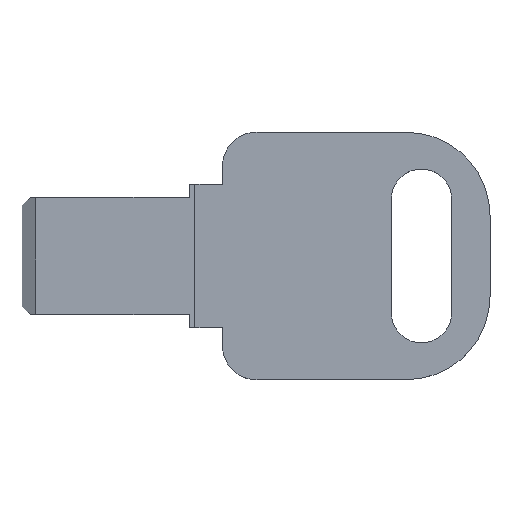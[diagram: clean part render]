
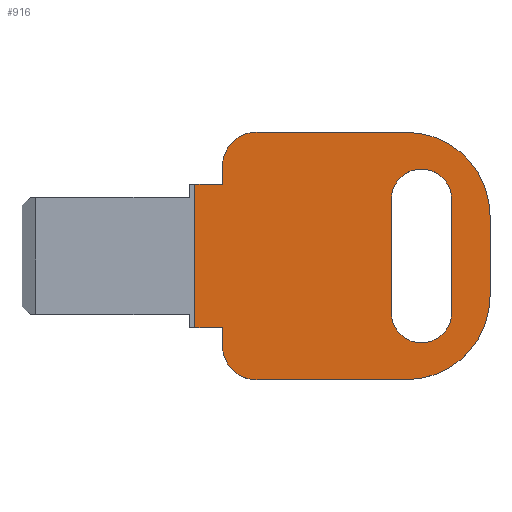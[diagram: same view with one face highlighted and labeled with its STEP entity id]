
A CAD part, top view. The second image highlights one B-rep face of the part: STEP entity #916.
In plain terms, the highlighted planar face has unit normal (0, 0, 1).
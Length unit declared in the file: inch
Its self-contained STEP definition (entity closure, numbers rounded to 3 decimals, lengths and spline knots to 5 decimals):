
#4 = LINE ( 'NONE', #319, #769 ) ;
#14 = VECTOR ( 'NONE', #831, 39.37008 ) ;
#19 = ORIENTED_EDGE ( 'NONE', *, *, #64, .T. ) ;
#21 = CARTESIAN_POINT ( 'NONE',  ( 0.47244, -0.16929, 0.03937 ) ) ;
#24 = ORIENTED_EDGE ( 'NONE', *, *, #764, .T. ) ;
#26 = AXIS2_PLACEMENT_3D ( 'NONE', #395, #51, #631 ) ;
#30 = EDGE_CURVE ( 'NONE', #223, #435, #206, .T. ) ;
#31 = ORIENTED_EDGE ( 'NONE', *, *, #482, .T. ) ;
#42 = CARTESIAN_POINT ( 'NONE',  ( 0.90551, 0.09449, 0.03937 ) ) ;
#51 = DIRECTION ( 'NONE',  ( 0., 0., 1. ) ) ;
#64 = EDGE_CURVE ( 'NONE', #350, #1018, #690, .T. ) ;
#71 = CARTESIAN_POINT ( 'NONE',  ( 1.01181, 0.2126, 0.03937 ) ) ;
#72 = ORIENTED_EDGE ( 'NONE', *, *, #154, .T. ) ;
#107 = AXIS2_PLACEMENT_3D ( 'NONE', #341, #666, #505 ) ;
#109 = DIRECTION ( 'NONE',  ( 0., 0., 1. ) ) ;
#121 = CARTESIAN_POINT ( 'NONE',  ( 0.47244, 0.2126, 0.03937 ) ) ;
#128 = ORIENTED_EDGE ( 'NONE', *, *, #455, .T. ) ;
#131 = CARTESIAN_POINT ( 'NONE',  ( 0.47244, 0.16929, 0.03937 ) ) ;
#139 = LINE ( 'NONE', #870, #719 ) ;
#148 = AXIS2_PLACEMENT_3D ( 'NONE', #492, #569, #230 ) ;
#154 = EDGE_CURVE ( 'NONE', #879, #422, #139, .T. ) ;
#156 = CARTESIAN_POINT ( 'NONE',  ( 0.47244, -0.16929, 0.03937 ) ) ;
#164 = DIRECTION ( 'NONE',  ( 0., 1., 0. ) ) ;
#172 = VECTOR ( 'NONE', #484, 39.37008 ) ;
#173 = CARTESIAN_POINT ( 'NONE',  ( 1.01181, -0.13386, 0.03937 ) ) ;
#175 = FACE_BOUND ( 'NONE', #415, .T. ) ;
#186 = CARTESIAN_POINT ( 'NONE',  ( 0.40722, -0.16929, 0.03937 ) ) ;
#188 = PLANE ( 'NONE',  #1022 ) ;
#196 = CARTESIAN_POINT ( 'NONE',  ( 0.55118, -0.2126, 0.03937 ) ) ;
#204 = DIRECTION ( 'NONE',  ( 0., 0., 1. ) ) ;
#206 = LINE ( 'NONE', #121, #997 ) ;
#223 = VERTEX_POINT ( 'NONE', #131 ) ;
#226 = CARTESIAN_POINT ( 'NONE',  ( 0.40722, 0.2126, 0.03937 ) ) ;
#229 = CIRCLE ( 'NONE', #148, 0.07087 ) ;
#230 = DIRECTION ( 'NONE',  ( 1., 0., 0. ) ) ;
#231 = CARTESIAN_POINT ( 'NONE',  ( 1.10236, 0.2126, 0.03937 ) ) ;
#241 = DIRECTION ( 'NONE',  ( 0., 1., 0. ) ) ;
#243 = VERTEX_POINT ( 'NONE', #781 ) ;
#246 = CARTESIAN_POINT ( 'NONE',  ( 0.87008, 0.13386, 0.03937 ) ) ;
#251 = CARTESIAN_POINT ( 'NONE',  ( 0.47244, -0.2126, 0.03937 ) ) ;
#257 = CARTESIAN_POINT ( 'NONE',  ( 0.90551, 0.29134, 0.03937 ) ) ;
#285 = VERTEX_POINT ( 'NONE', #955 ) ;
#296 = DIRECTION ( 'NONE',  ( 1., 0., 0. ) ) ;
#298 = DIRECTION ( 'NONE',  ( 0., 1., 0. ) ) ;
#299 = ORIENTED_EDGE ( 'NONE', *, *, #378, .T. ) ;
#319 = CARTESIAN_POINT ( 'NONE',  ( 0.55118, 0.29134, 0.03937 ) ) ;
#327 = CIRCLE ( 'NONE', #462, 0.07087 ) ;
#331 = VERTEX_POINT ( 'NONE', #420 ) ;
#332 = ORIENTED_EDGE ( 'NONE', *, *, #697, .F. ) ;
#338 = ORIENTED_EDGE ( 'NONE', *, *, #680, .T. ) ;
#341 = CARTESIAN_POINT ( 'NONE',  ( 0.90551, -0.09449, 0.03937 ) ) ;
#343 = VERTEX_POINT ( 'NONE', #902 ) ;
#350 = VERTEX_POINT ( 'NONE', #251 ) ;
#352 = CARTESIAN_POINT ( 'NONE',  ( 0.90551, -0.29134, 0.03937 ) ) ;
#378 = EDGE_CURVE ( 'NONE', #616, #879, #229, .T. ) ;
#394 = VECTOR ( 'NONE', #164, 39.37008 ) ;
#395 = CARTESIAN_POINT ( 'NONE',  ( 0.55118, 0.2126, 0.03937 ) ) ;
#415 = EDGE_LOOP ( 'NONE', ( #72, #499, #795, #299 ) ) ;
#420 = CARTESIAN_POINT ( 'NONE',  ( 1.10236, -0.09449, 0.03937 ) ) ;
#422 = VERTEX_POINT ( 'NONE', #246 ) ;
#426 = CARTESIAN_POINT ( 'NONE',  ( 0.55118, 0.2126, 0.03937 ) ) ;
#432 = DIRECTION ( 'NONE',  ( 1., 0., 0. ) ) ;
#433 = CARTESIAN_POINT ( 'NONE',  ( 1.10236, 0.09449, 0.03937 ) ) ;
#435 = VERTEX_POINT ( 'NONE', #442 ) ;
#442 = CARTESIAN_POINT ( 'NONE',  ( 0.47244, 0.2126, 0.03937 ) ) ;
#445 = VERTEX_POINT ( 'NONE', #21 ) ;
#446 = VECTOR ( 'NONE', #241, 39.37008 ) ;
#451 = VECTOR ( 'NONE', #846, 39.37008 ) ;
#455 = EDGE_CURVE ( 'NONE', #926, #900, #501, .T. ) ;
#462 = AXIS2_PLACEMENT_3D ( 'NONE', #1012, #609, #296 ) ;
#464 = EDGE_CURVE ( 'NONE', #445, #622, #514, .T. ) ;
#482 = EDGE_CURVE ( 'NONE', #1018, #538, #671, .T. ) ;
#484 = DIRECTION ( 'NONE',  ( 0., -1., 0. ) ) ;
#489 = DIRECTION ( 'NONE',  ( 0., -1., 0. ) ) ;
#492 = CARTESIAN_POINT ( 'NONE',  ( 0.94094, -0.13386, 0.03937 ) ) ;
#499 = ORIENTED_EDGE ( 'NONE', *, *, #994, .T. ) ;
#501 = CIRCLE ( 'NONE', #590, 0.19685 ) ;
#505 = DIRECTION ( 'NONE',  ( 1., 0., 0. ) ) ;
#510 = FACE_OUTER_BOUND ( 'NONE', #683, .T. ) ;
#514 = LINE ( 'NONE', #765, #14 ) ;
#515 = EDGE_CURVE ( 'NONE', #343, #223, #836, .T. ) ;
#525 = DIRECTION ( 'NONE',  ( 0., 1., 0. ) ) ;
#538 = VERTEX_POINT ( 'NONE', #352 ) ;
#564 = CIRCLE ( 'NONE', #107, 0.19685 ) ;
#569 = DIRECTION ( 'NONE',  ( 0., 0., -1. ) ) ;
#590 = AXIS2_PLACEMENT_3D ( 'NONE', #42, #204, #432 ) ;
#600 = DIRECTION ( 'NONE',  ( 1., 0., 0. ) ) ;
#609 = DIRECTION ( 'NONE',  ( 0., 0., -1. ) ) ;
#616 = VERTEX_POINT ( 'NONE', #173 ) ;
#622 = VERTEX_POINT ( 'NONE', #186 ) ;
#630 = ORIENTED_EDGE ( 'NONE', *, *, #928, .T. ) ;
#631 = DIRECTION ( 'NONE',  ( 1., 0., 0. ) ) ;
#641 = EDGE_CURVE ( 'NONE', #285, #435, #903, .T. ) ;
#664 = CARTESIAN_POINT ( 'NONE',  ( 0.55118, -0.29134, 0.03937 ) ) ;
#666 = DIRECTION ( 'NONE',  ( 0., 0., 1. ) ) ;
#671 = LINE ( 'NONE', #664, #931 ) ;
#674 = EDGE_CURVE ( 'NONE', #243, #616, #806, .T. ) ;
#680 = EDGE_CURVE ( 'NONE', #900, #285, #4, .T. ) ;
#683 = EDGE_LOOP ( 'NONE', ( #979, #850, #890, #698, #759, #332, #19, #31, #630, #24, #128, #338 ) ) ;
#684 = VECTOR ( 'NONE', #489, 39.37008 ) ;
#686 = DIRECTION ( 'NONE',  ( 1., 0., 0. ) ) ;
#688 = DIRECTION ( 'NONE',  ( 0., 0., 1. ) ) ;
#690 = CIRCLE ( 'NONE', #825, 0.07874 ) ;
#697 = EDGE_CURVE ( 'NONE', #350, #445, #1040, .T. ) ;
#698 = ORIENTED_EDGE ( 'NONE', *, *, #703, .T. ) ;
#703 = EDGE_CURVE ( 'NONE', #343, #622, #1034, .T. ) ;
#719 = VECTOR ( 'NONE', #298, 39.37008 ) ;
#723 = LINE ( 'NONE', #231, #446 ) ;
#759 = ORIENTED_EDGE ( 'NONE', *, *, #464, .F. ) ;
#764 = EDGE_CURVE ( 'NONE', #331, #926, #723, .T. ) ;
#765 = CARTESIAN_POINT ( 'NONE',  ( 0.3937, -0.16929, 0.03937 ) ) ;
#769 = VECTOR ( 'NONE', #895, 39.37008 ) ;
#781 = CARTESIAN_POINT ( 'NONE',  ( 1.01181, 0.13386, 0.03937 ) ) ;
#795 = ORIENTED_EDGE ( 'NONE', *, *, #674, .T. ) ;
#806 = LINE ( 'NONE', #71, #172 ) ;
#825 = AXIS2_PLACEMENT_3D ( 'NONE', #196, #688, #600 ) ;
#827 = DIRECTION ( 'NONE',  ( 1., 0., 0. ) ) ;
#831 = DIRECTION ( 'NONE',  ( -1., 0., 0. ) ) ;
#836 = LINE ( 'NONE', #1002, #451 ) ;
#846 = DIRECTION ( 'NONE',  ( 1., 0., 0. ) ) ;
#850 = ORIENTED_EDGE ( 'NONE', *, *, #30, .F. ) ;
#852 = CARTESIAN_POINT ( 'NONE',  ( 0.55118, -0.29134, 0.03937 ) ) ;
#870 = CARTESIAN_POINT ( 'NONE',  ( 0.87008, 0.2126, 0.03937 ) ) ;
#879 = VERTEX_POINT ( 'NONE', #1003 ) ;
#890 = ORIENTED_EDGE ( 'NONE', *, *, #515, .F. ) ;
#895 = DIRECTION ( 'NONE',  ( -1., 0., 0. ) ) ;
#900 = VERTEX_POINT ( 'NONE', #257 ) ;
#902 = CARTESIAN_POINT ( 'NONE',  ( 0.40722, 0.16929, 0.03937 ) ) ;
#903 = CIRCLE ( 'NONE', #26, 0.07874 ) ;
#916 = ADVANCED_FACE ( 'NONE', ( #510, #175 ), #188, .T. ) ;
#926 = VERTEX_POINT ( 'NONE', #433 ) ;
#928 = EDGE_CURVE ( 'NONE', #538, #331, #564, .T. ) ;
#931 = VECTOR ( 'NONE', #686, 39.37008 ) ;
#955 = CARTESIAN_POINT ( 'NONE',  ( 0.55118, 0.29134, 0.03937 ) ) ;
#979 = ORIENTED_EDGE ( 'NONE', *, *, #641, .T. ) ;
#994 = EDGE_CURVE ( 'NONE', #422, #243, #327, .T. ) ;
#997 = VECTOR ( 'NONE', #525, 39.37008 ) ;
#1002 = CARTESIAN_POINT ( 'NONE',  ( 0.3937, 0.16929, 0.03937 ) ) ;
#1003 = CARTESIAN_POINT ( 'NONE',  ( 0.87008, -0.13386, 0.03937 ) ) ;
#1012 = CARTESIAN_POINT ( 'NONE',  ( 0.94094, 0.13386, 0.03937 ) ) ;
#1018 = VERTEX_POINT ( 'NONE', #852 ) ;
#1022 = AXIS2_PLACEMENT_3D ( 'NONE', #426, #109, #827 ) ;
#1034 = LINE ( 'NONE', #226, #684 ) ;
#1040 = LINE ( 'NONE', #156, #394 ) ;
